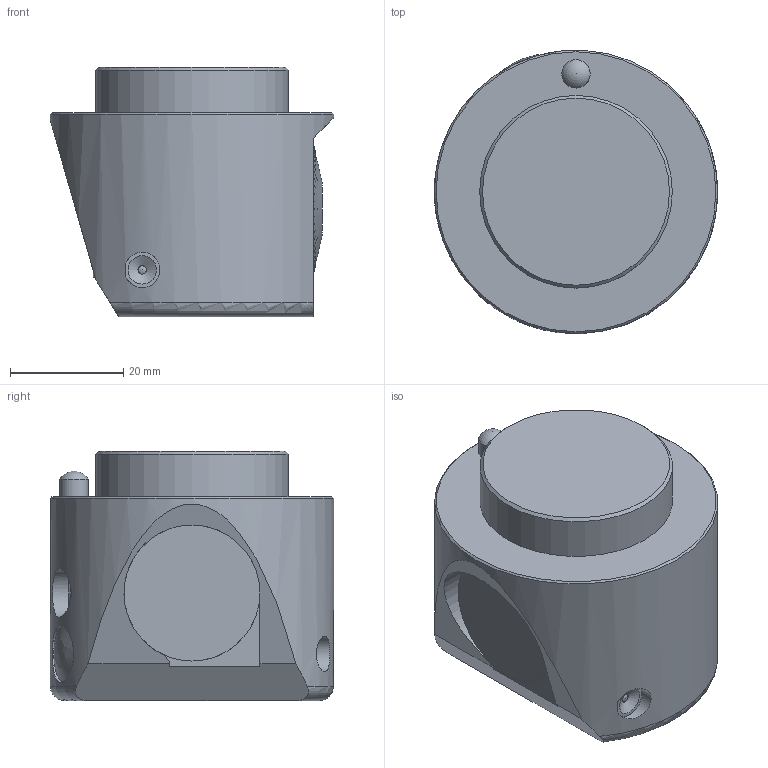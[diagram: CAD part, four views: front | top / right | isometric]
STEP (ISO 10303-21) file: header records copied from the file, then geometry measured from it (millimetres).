
FILE_DESCRIPTION(/* description */ (''),/* implementation_level */ '2;1');
FILE_NAME(/* name */ '1698152303809.stp',/* time_stamp */ '2023-10-24T14:58:29+02:00',/* author */ (''),/* organization */ ('SMS'),/* preprocessor_version */ 'ST-DEVELOPER v16.7',/* originating_system */ 'SIEMENS PLM Software NX 12.0',/* authorisation */ '');
FILE_SCHEMA (('AUTOMOTIVE_DESIGN { 1 0 10303 214 3 1 1 1 }'));
Length unit declared in the file: millimetre
Products named in the file (1): 111165466mod000_03
Bounding box: 50 x 49.98 x 44 mm (x, y, z)
Volume: 13797.9 mm3; surface area: 15974.2 mm2
Topology: 2 solids, 3 shells, 271 faces, 775 edges, 519 vertices
Faces by surface type: plane 240, cylinder 18, cone 8, sphere 3, torus 2
Full cylindrical faces by diameter (mm): 1.5 x1, 4.7 x1, 5.008 x1, 8 x1, 8.5 x1, 9.5 x1, 10 x1, 24 x2, 34 x1, 50 x1
Entity records: 8745 total; most frequent: CARTESIAN_POINT 1687, ORIENTED_EDGE 1470, DIRECTION 1414, EDGE_CURVE 735, LINE 568, VECTOR 568, VERTEX_POINT 500, AXIS2_PLACEMENT_3D 423
